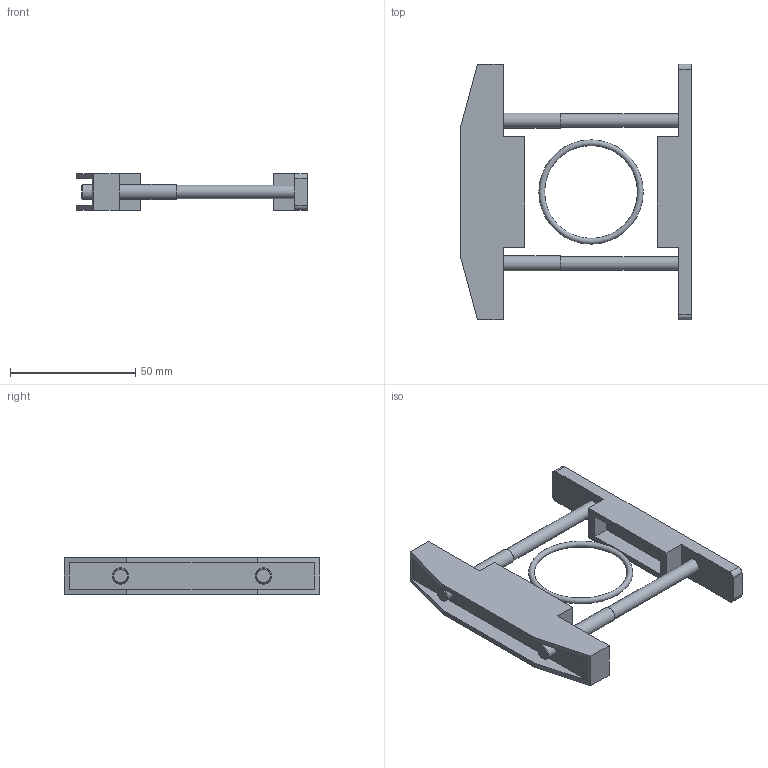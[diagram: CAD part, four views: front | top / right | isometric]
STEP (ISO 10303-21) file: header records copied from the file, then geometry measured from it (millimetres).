
FILE_DESCRIPTION( ( 'STEP AP203' ), ' ' );
FILE_NAME( '99004.0901.stp', '2016-03-29T06:47:39', ( '' ), ( '' ), ' ', 'PARTsolutions', ' ' );
FILE_SCHEMA( ( 'CONFIG_CONTROL_DESIGN' ) );
Length unit declared in the file: millimetre
Products named in the file (5): 99004.0901; _KP 300-1; _KP 300-3; _KP 300-2; _KP 300-4
Assembly tree (5 placements, depth 2):
  99004.0901
    _KP 300-1
    _KP 300-3  x2
    _KP 300-2
    _KP 300-4
Bounding box: 92 x 102 x 14.5 mm (x, y, z)
Volume: 34974.6 mm3; surface area: 19618.4 mm2
Topology: 5 solids, 5 shells, 113 faces, 248 edges, 147 vertices
Faces by surface type: plane 74, cylinder 30, cone 8, torus 1
Full cylindrical faces by diameter (mm): 5.387 x2, 6 x2, 6.4 x2, 6.5 x2, 11.3 x2
Entity records: 2370 total; most frequent: DIRECTION 388, CARTESIAN_POINT 375, ORIENTED_EDGE 346, EDGE_CURVE 173, LINE 132, VECTOR 132, AXIS2_PLACEMENT_3D 128, VERTEX_POINT 115
